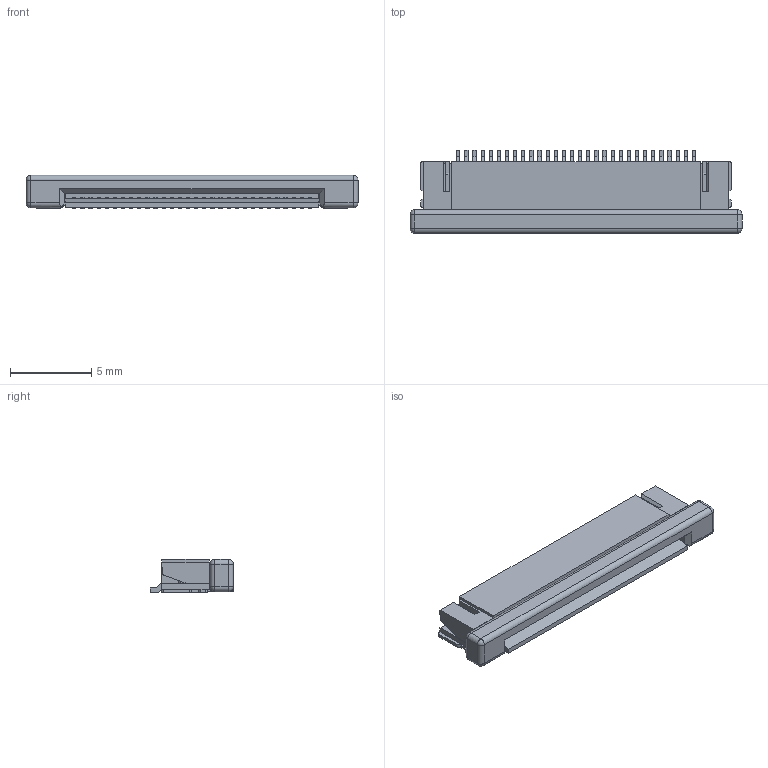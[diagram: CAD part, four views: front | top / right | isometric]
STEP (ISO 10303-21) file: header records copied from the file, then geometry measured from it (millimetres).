
FILE_DESCRIPTION(/* description */ (''),/* implementation_level */ '2;1');
FILE_NAME(/* name */ 'FPC05_30POS.step.step',/* time_stamp */ '2019-08-01T00:10:27+08:00',/* author */ (''),/* organization */ (''),/* preprocessor_version */ 'ST-DEVELOPER v18',/* originating_system */ 'Autodesk Translation Framework v8.2.0.1029',/* authorisation */ '');
FILE_SCHEMA (('AUTOMOTIVE_DESIGN { 1 0 10303 214 3 1 1 }'));
Length unit declared in the file: millimetre
Products named in the file (1): (未保存)
Bounding box: 20.43 x 5.11 x 2.05 mm (x, y, z)
Volume: 145.3 mm3; surface area: 451.3 mm2
Topology: 1 solids, 1 shells, 524 faces, 1454 edges, 952 vertices
Faces by surface type: plane 456, cylinder 60, sphere 8
Entity records: 16505 total; most frequent: CARTESIAN_POINT 2931, ORIENTED_EDGE 2908, DIRECTION 2630, EDGE_CURVE 1454, LINE 1328, VECTOR 1328, VERTEX_POINT 952, AXIS2_PLACEMENT_3D 651
